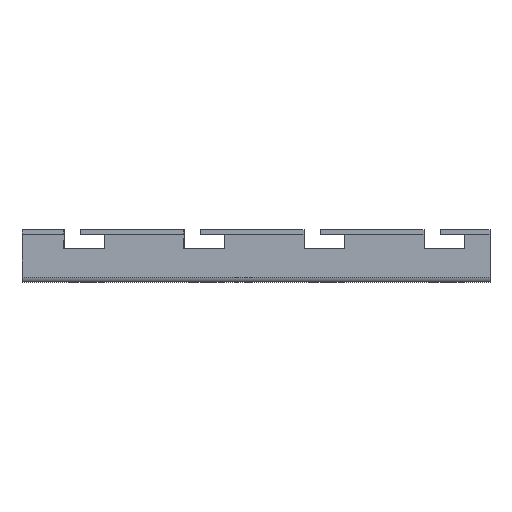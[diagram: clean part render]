
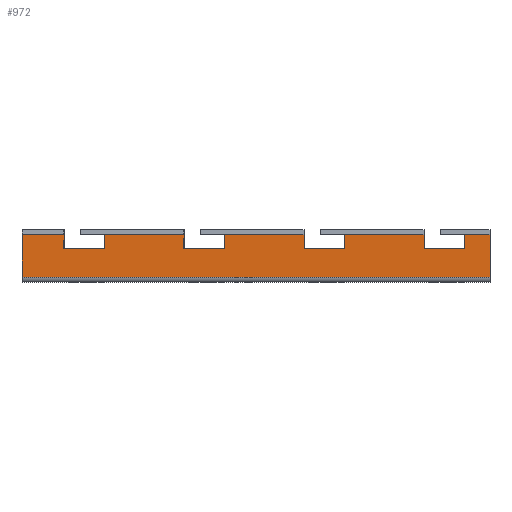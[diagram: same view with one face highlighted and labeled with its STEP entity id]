
A CAD part, top view. The second image highlights one B-rep face of the part: STEP entity #972.
In plain terms, the highlighted planar face has unit normal (0, 0, 1).
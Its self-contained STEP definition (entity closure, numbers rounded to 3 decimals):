
#2 = DIRECTION ( 'NONE',  ( -1., 0., 0. ) ) ;
#7 = CARTESIAN_POINT ( 'NONE',  ( 34.5, 19.9, 21.5 ) ) ;
#49 = CARTESIAN_POINT ( 'NONE',  ( 134.5, 20., 21.5 ) ) ;
#148 = DIRECTION ( 'NONE',  ( 1., 0., 0. ) ) ;
#158 = VECTOR ( 'NONE', #729, 1000. ) ;
#226 = ORIENTED_EDGE ( 'NONE', *, *, #4067, .T. ) ;
#304 = EDGE_CURVE ( 'NONE', #3682, #1811, #2548, .T. ) ;
#311 = EDGE_CURVE ( 'NONE', #1330, #1181, #1373, .T. ) ;
#319 = CARTESIAN_POINT ( 'NONE',  ( 17.5, 19.9, 21.5 ) ) ;
#330 = CARTESIAN_POINT ( 'NONE',  ( 195., 19.9, 21.5 ) ) ;
#391 = DIRECTION ( 'NONE',  ( 1., 0., 0. ) ) ;
#408 = EDGE_CURVE ( 'NONE', #1091, #1584, #3293, .T. ) ;
#450 = CARTESIAN_POINT ( 'NONE',  ( 167.5, 19.9, 21.5 ) ) ;
#461 = CARTESIAN_POINT ( 'NONE',  ( 195., 2.1, 21.5 ) ) ;
#473 = CARTESIAN_POINT ( 'NONE',  ( 84.5, 19.9, 21.5 ) ) ;
#525 = DIRECTION ( 'NONE',  ( 0., 0., -1. ) ) ;
#541 = EDGE_CURVE ( 'NONE', #2555, #3023, #928, .T. ) ;
#548 = DIRECTION ( 'NONE',  ( 0., 1., 0. ) ) ;
#573 = VECTOR ( 'NONE', #2326, 1000. ) ;
#584 = EDGE_CURVE ( 'NONE', #2230, #1091, #2581, .T. ) ;
#619 = EDGE_CURVE ( 'NONE', #2018, #3682, #2249, .T. ) ;
#660 = VERTEX_POINT ( 'NONE', #3545 ) ;
#689 = CARTESIAN_POINT ( 'NONE',  ( 167.5, 14., 21.5 ) ) ;
#705 = DIRECTION ( 'NONE',  ( 0., 1., 0. ) ) ;
#729 = DIRECTION ( 'NONE',  ( -1., 0., 0. ) ) ;
#745 = CARTESIAN_POINT ( 'NONE',  ( 195., 14., 21.5 ) ) ;
#773 = DIRECTION ( 'NONE',  ( -1., 0., 0. ) ) ;
#792 = CARTESIAN_POINT ( 'NONE',  ( 195., 19.9, 21.5 ) ) ;
#843 = ORIENTED_EDGE ( 'NONE', *, *, #3358, .F. ) ;
#848 = EDGE_LOOP ( 'NONE', ( #1257, #2425, #4069, #2431, #1482, #905, #3806, #2935, #1195, #3605, #2194, #226, #843, #2499, #2551, #2074, #1141, #3161, #3578, #2179 ) ) ;
#864 = LINE ( 'NONE', #1765, #3382 ) ;
#873 = LINE ( 'NONE', #2089, #3697 ) ;
#897 = CARTESIAN_POINT ( 'NONE',  ( 0., 19.9, 21.5 ) ) ;
#905 = ORIENTED_EDGE ( 'NONE', *, *, #3257, .T. ) ;
#928 = LINE ( 'NONE', #1261, #1595 ) ;
#953 = CARTESIAN_POINT ( 'NONE',  ( 195., 14., 21.5 ) ) ;
#954 = VECTOR ( 'NONE', #2103, 1000. ) ;
#972 = ADVANCED_FACE ( 'NONE', ( #2432 ), #3706, .F. ) ;
#978 = EDGE_CURVE ( 'NONE', #1538, #2018, #864, .T. ) ;
#992 = CARTESIAN_POINT ( 'NONE',  ( 84.5, 14., 21.5 ) ) ;
#997 = CARTESIAN_POINT ( 'NONE',  ( 0., 2.1, 21.5 ) ) ;
#1005 = VECTOR ( 'NONE', #705, 1000. ) ;
#1017 = CARTESIAN_POINT ( 'NONE',  ( 117.5, 20., 21.5 ) ) ;
#1042 = DIRECTION ( 'NONE',  ( 0., 1., 0. ) ) ;
#1079 = VERTEX_POINT ( 'NONE', #992 ) ;
#1091 = VERTEX_POINT ( 'NONE', #3183 ) ;
#1099 = VERTEX_POINT ( 'NONE', #2850 ) ;
#1118 = CARTESIAN_POINT ( 'NONE',  ( 134.5, 19.9, 21.5 ) ) ;
#1141 = ORIENTED_EDGE ( 'NONE', *, *, #3662, .F. ) ;
#1181 = VERTEX_POINT ( 'NONE', #2696 ) ;
#1194 = CARTESIAN_POINT ( 'NONE',  ( 195., 20., 21.5 ) ) ;
#1195 = ORIENTED_EDGE ( 'NONE', *, *, #3943, .F. ) ;
#1229 = CARTESIAN_POINT ( 'NONE',  ( 67.5, 19.9, 21.5 ) ) ;
#1257 = ORIENTED_EDGE ( 'NONE', *, *, #2451, .F. ) ;
#1261 = CARTESIAN_POINT ( 'NONE',  ( 195., 19.9, 21.5 ) ) ;
#1310 = VECTOR ( 'NONE', #1644, 1000. ) ;
#1320 = VERTEX_POINT ( 'NONE', #1229 ) ;
#1330 = VERTEX_POINT ( 'NONE', #7 ) ;
#1373 = LINE ( 'NONE', #1944, #3741 ) ;
#1384 = LINE ( 'NONE', #1667, #2227 ) ;
#1390 = CARTESIAN_POINT ( 'NONE',  ( 195., 14., 21.5 ) ) ;
#1417 = CARTESIAN_POINT ( 'NONE',  ( 67.5, 20., 21.5 ) ) ;
#1420 = VECTOR ( 'NONE', #2238, 1000. ) ;
#1482 = ORIENTED_EDGE ( 'NONE', *, *, #4092, .F. ) ;
#1538 = VERTEX_POINT ( 'NONE', #689 ) ;
#1542 = EDGE_CURVE ( 'NONE', #3106, #2555, #2610, .T. ) ;
#1561 = CARTESIAN_POINT ( 'NONE',  ( 195., 19.9, 21.5 ) ) ;
#1584 = VERTEX_POINT ( 'NONE', #473 ) ;
#1595 = VECTOR ( 'NONE', #2186, 1000. ) ;
#1644 = DIRECTION ( 'NONE',  ( -1., 0., 0. ) ) ;
#1667 = CARTESIAN_POINT ( 'NONE',  ( 195., 20., 21.5 ) ) ;
#1668 = EDGE_CURVE ( 'NONE', #1584, #1079, #2337, .T. ) ;
#1765 = CARTESIAN_POINT ( 'NONE',  ( 167.5, 20., 21.5 ) ) ;
#1811 = VERTEX_POINT ( 'NONE', #2150 ) ;
#1870 = VECTOR ( 'NONE', #773, 1000. ) ;
#1888 = EDGE_CURVE ( 'NONE', #3473, #3273, #3819, .T. ) ;
#1902 = VECTOR ( 'NONE', #2209, 1000. ) ;
#1944 = CARTESIAN_POINT ( 'NONE',  ( 34.5, 20., 21.5 ) ) ;
#1970 = VECTOR ( 'NONE', #2269, 1000. ) ;
#2018 = VERTEX_POINT ( 'NONE', #450 ) ;
#2074 = ORIENTED_EDGE ( 'NONE', *, *, #2083, .T. ) ;
#2083 = EDGE_CURVE ( 'NONE', #3273, #660, #3688, .T. ) ;
#2089 = CARTESIAN_POINT ( 'NONE',  ( 195., 2.1, 21.5 ) ) ;
#2103 = DIRECTION ( 'NONE',  ( 0., -1., 0. ) ) ;
#2133 = DIRECTION ( 'NONE',  ( -1., 0., 0. ) ) ;
#2150 = CARTESIAN_POINT ( 'NONE',  ( 134.5, 14., 21.5 ) ) ;
#2179 = ORIENTED_EDGE ( 'NONE', *, *, #304, .T. ) ;
#2186 = DIRECTION ( 'NONE',  ( -1., 0., 0. ) ) ;
#2194 = ORIENTED_EDGE ( 'NONE', *, *, #541, .T. ) ;
#2209 = DIRECTION ( 'NONE',  ( 1., 0., 0. ) ) ;
#2227 = VECTOR ( 'NONE', #2660, 1000. ) ;
#2230 = VERTEX_POINT ( 'NONE', #2288 ) ;
#2238 = DIRECTION ( 'NONE',  ( 0., -1., 0. ) ) ;
#2249 = LINE ( 'NONE', #2882, #2980 ) ;
#2269 = DIRECTION ( 'NONE',  ( 0., -1., 0. ) ) ;
#2288 = CARTESIAN_POINT ( 'NONE',  ( 117.5, 14., 21.5 ) ) ;
#2289 = LINE ( 'NONE', #745, #2771 ) ;
#2326 = DIRECTION ( 'NONE',  ( 1., 0., 0. ) ) ;
#2337 = LINE ( 'NONE', #3336, #2658 ) ;
#2340 = CARTESIAN_POINT ( 'NONE',  ( 184.5, 19.9, 21.5 ) ) ;
#2425 = ORIENTED_EDGE ( 'NONE', *, *, #584, .T. ) ;
#2428 = EDGE_CURVE ( 'NONE', #3473, #2922, #1384, .T. ) ;
#2431 = ORIENTED_EDGE ( 'NONE', *, *, #1668, .T. ) ;
#2432 = FACE_OUTER_BOUND ( 'NONE', #848, .T. ) ;
#2451 = EDGE_CURVE ( 'NONE', #2230, #1811, #3285, .T. ) ;
#2477 = CARTESIAN_POINT ( 'NONE',  ( 184.5, 20., 21.5 ) ) ;
#2499 = ORIENTED_EDGE ( 'NONE', *, *, #2428, .F. ) ;
#2548 = LINE ( 'NONE', #49, #1420 ) ;
#2551 = ORIENTED_EDGE ( 'NONE', *, *, #1888, .T. ) ;
#2555 = VERTEX_POINT ( 'NONE', #319 ) ;
#2581 = LINE ( 'NONE', #1017, #1005 ) ;
#2595 = CARTESIAN_POINT ( 'NONE',  ( 17.5, 14., 21.5 ) ) ;
#2610 = LINE ( 'NONE', #3885, #3592 ) ;
#2637 = EDGE_CURVE ( 'NONE', #1320, #1330, #3137, .T. ) ;
#2642 = CARTESIAN_POINT ( 'NONE',  ( 195., 14., 21.5 ) ) ;
#2658 = VECTOR ( 'NONE', #2984, 1000. ) ;
#2660 = DIRECTION ( 'NONE',  ( 0., -1., 0. ) ) ;
#2681 = CARTESIAN_POINT ( 'NONE',  ( 0., 20., 21.5 ) ) ;
#2696 = CARTESIAN_POINT ( 'NONE',  ( 34.5, 14., 21.5 ) ) ;
#2771 = VECTOR ( 'NONE', #391, 1000. ) ;
#2829 = VECTOR ( 'NONE', #3969, 1000. ) ;
#2850 = CARTESIAN_POINT ( 'NONE',  ( 67.5, 14., 21.5 ) ) ;
#2882 = CARTESIAN_POINT ( 'NONE',  ( 195., 19.9, 21.5 ) ) ;
#2922 = VERTEX_POINT ( 'NONE', #461 ) ;
#2935 = ORIENTED_EDGE ( 'NONE', *, *, #311, .T. ) ;
#2980 = VECTOR ( 'NONE', #2, 1000. ) ;
#2984 = DIRECTION ( 'NONE',  ( 0., -1., 0. ) ) ;
#3023 = VERTEX_POINT ( 'NONE', #897 ) ;
#3106 = VERTEX_POINT ( 'NONE', #2595 ) ;
#3125 = LINE ( 'NONE', #953, #1902 ) ;
#3137 = LINE ( 'NONE', #1561, #1310 ) ;
#3161 = ORIENTED_EDGE ( 'NONE', *, *, #978, .T. ) ;
#3183 = CARTESIAN_POINT ( 'NONE',  ( 117.5, 19.9, 21.5 ) ) ;
#3187 = AXIS2_PLACEMENT_3D ( 'NONE', #1194, #525, #3346 ) ;
#3257 = EDGE_CURVE ( 'NONE', #1099, #1320, #3296, .T. ) ;
#3273 = VERTEX_POINT ( 'NONE', #2340 ) ;
#3285 = LINE ( 'NONE', #2642, #573 ) ;
#3293 = LINE ( 'NONE', #792, #1870 ) ;
#3296 = LINE ( 'NONE', #1417, #2829 ) ;
#3336 = CARTESIAN_POINT ( 'NONE',  ( 84.5, 20., 21.5 ) ) ;
#3346 = DIRECTION ( 'NONE',  ( -1., 0., 0. ) ) ;
#3358 = EDGE_CURVE ( 'NONE', #2922, #3978, #873, .T. ) ;
#3382 = VECTOR ( 'NONE', #548, 1000. ) ;
#3473 = VERTEX_POINT ( 'NONE', #3864 ) ;
#3545 = CARTESIAN_POINT ( 'NONE',  ( 184.5, 14., 21.5 ) ) ;
#3578 = ORIENTED_EDGE ( 'NONE', *, *, #619, .T. ) ;
#3592 = VECTOR ( 'NONE', #1042, 1000. ) ;
#3605 = ORIENTED_EDGE ( 'NONE', *, *, #1542, .T. ) ;
#3662 = EDGE_CURVE ( 'NONE', #1538, #660, #3924, .T. ) ;
#3682 = VERTEX_POINT ( 'NONE', #1118 ) ;
#3688 = LINE ( 'NONE', #2477, #954 ) ;
#3697 = VECTOR ( 'NONE', #2133, 1000. ) ;
#3706 = PLANE ( 'NONE',  #3187 ) ;
#3741 = VECTOR ( 'NONE', #3803, 1000. ) ;
#3803 = DIRECTION ( 'NONE',  ( 0., -1., 0. ) ) ;
#3806 = ORIENTED_EDGE ( 'NONE', *, *, #2637, .T. ) ;
#3819 = LINE ( 'NONE', #330, #158 ) ;
#3864 = CARTESIAN_POINT ( 'NONE',  ( 195., 19.9, 21.5 ) ) ;
#3885 = CARTESIAN_POINT ( 'NONE',  ( 17.5, 20., 21.5 ) ) ;
#3896 = LINE ( 'NONE', #2681, #1970 ) ;
#3924 = LINE ( 'NONE', #1390, #4039 ) ;
#3943 = EDGE_CURVE ( 'NONE', #3106, #1181, #3125, .T. ) ;
#3969 = DIRECTION ( 'NONE',  ( 0., 1., 0. ) ) ;
#3978 = VERTEX_POINT ( 'NONE', #997 ) ;
#4039 = VECTOR ( 'NONE', #148, 1000. ) ;
#4067 = EDGE_CURVE ( 'NONE', #3023, #3978, #3896, .T. ) ;
#4069 = ORIENTED_EDGE ( 'NONE', *, *, #408, .T. ) ;
#4092 = EDGE_CURVE ( 'NONE', #1099, #1079, #2289, .T. ) ;
